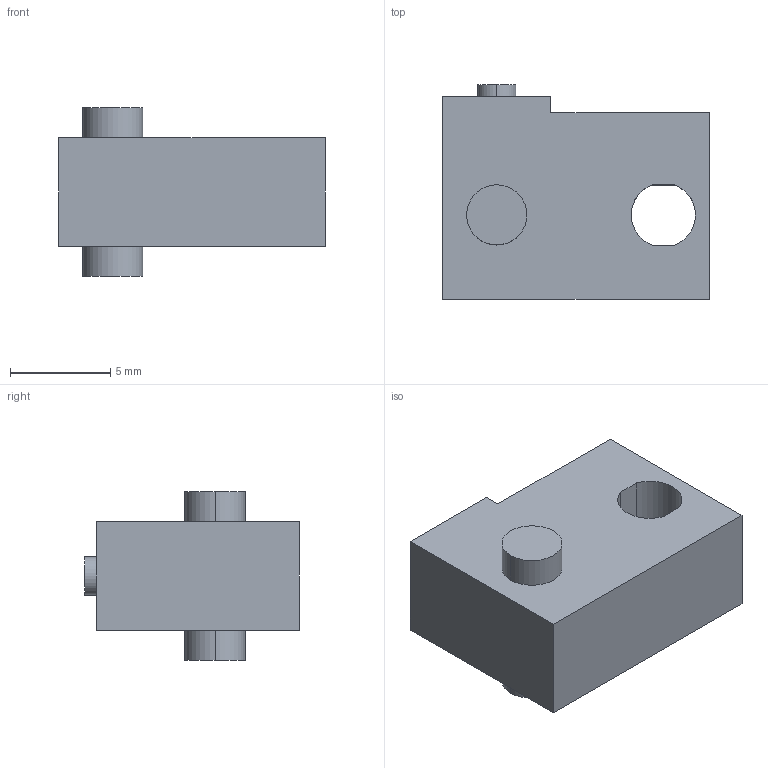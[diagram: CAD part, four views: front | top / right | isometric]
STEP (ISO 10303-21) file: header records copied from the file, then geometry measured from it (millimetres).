
FILE_DESCRIPTION (( 'STEP AP214' ), '1' );
FILE_NAME ('ZMW00AP00PCAA.STEP', '2024-10-09T10:45:49', ( '' ), ( '' ), 'SwSTEP 2.0', 'SolidWorks 2024', '' );
FILE_SCHEMA (( 'AUTOMOTIVE_DESIGN' ));
Length unit declared in the file: millimetre
Products named in the file (1): ZMW00AP00PCAA
Bounding box: 13.3 x 10.7 x 8.4 mm (x, y, z)
Volume: 671.5 mm3; surface area: 578.8 mm2
Topology: 1 solids, 1 shells, 22 faces, 51 edges, 34 vertices
Faces by surface type: plane 13, cylinder 9
Entity records: 660 total; most frequent: DIRECTION 115, CARTESIAN_POINT 108, ORIENTED_EDGE 102, EDGE_CURVE 51, AXIS2_PLACEMENT_3D 41, VERTEX_POINT 34, VECTOR 33, LINE 33
